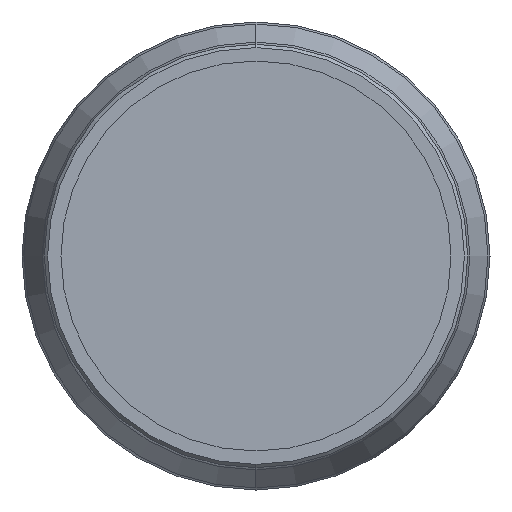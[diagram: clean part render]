
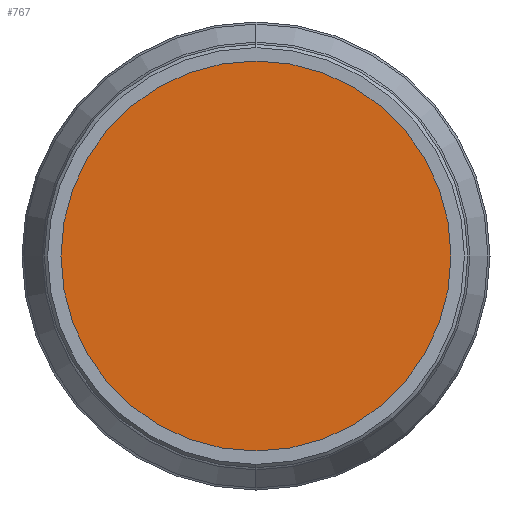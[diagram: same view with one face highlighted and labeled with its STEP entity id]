
A CAD part, left-side view. The second image highlights one B-rep face of the part: STEP entity #767.
In plain terms, the highlighted planar face has unit normal (-1, 0, 0).
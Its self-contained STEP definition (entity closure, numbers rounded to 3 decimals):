
#11 = AXIS2_PLACEMENT_3D ( 'NONE', #333, #553, #728 ) ;
#49 = EDGE_CURVE ( 'NONE', #102, #317, #457, .T. ) ;
#69 = DIRECTION ( 'NONE',  ( -1., 0., 0. ) ) ;
#70 = CARTESIAN_POINT ( 'NONE',  ( 2., 0., 0. ) ) ;
#102 = VERTEX_POINT ( 'NONE', #141 ) ;
#123 = DIRECTION ( 'NONE',  ( -1., 0., 0. ) ) ;
#130 = CARTESIAN_POINT ( 'NONE',  ( 2., 0., -17.5 ) ) ;
#141 = CARTESIAN_POINT ( 'NONE',  ( 2., 0., 17.5 ) ) ;
#258 = PLANE ( 'NONE',  #11 ) ;
#302 = EDGE_CURVE ( 'NONE', #317, #102, #794, .T. ) ;
#317 = VERTEX_POINT ( 'NONE', #130 ) ;
#333 = CARTESIAN_POINT ( 'NONE',  ( 2., 17.5, 0. ) ) ;
#418 = AXIS2_PLACEMENT_3D ( 'NONE', #70, #69, #963 ) ;
#457 = CIRCLE ( 'NONE', #465, 17.5 ) ;
#465 = AXIS2_PLACEMENT_3D ( 'NONE', #516, #123, #489 ) ;
#489 = DIRECTION ( 'NONE',  ( 0., 0., 1. ) ) ;
#516 = CARTESIAN_POINT ( 'NONE',  ( 2., 0., 0. ) ) ;
#553 = DIRECTION ( 'NONE',  ( 1., 0., 0. ) ) ;
#728 = DIRECTION ( 'NONE',  ( 0., 0., -1. ) ) ;
#767 = ADVANCED_FACE ( 'NONE', ( #802 ), #258, .F. ) ;
#794 = CIRCLE ( 'NONE', #418, 17.5 ) ;
#802 = FACE_OUTER_BOUND ( 'NONE', #957, .T. ) ;
#863 = ORIENTED_EDGE ( 'NONE', *, *, #49, .T. ) ;
#877 = ORIENTED_EDGE ( 'NONE', *, *, #302, .T. ) ;
#957 = EDGE_LOOP ( 'NONE', ( #863, #877 ) ) ;
#963 = DIRECTION ( 'NONE',  ( 0., 0., 1. ) ) ;
